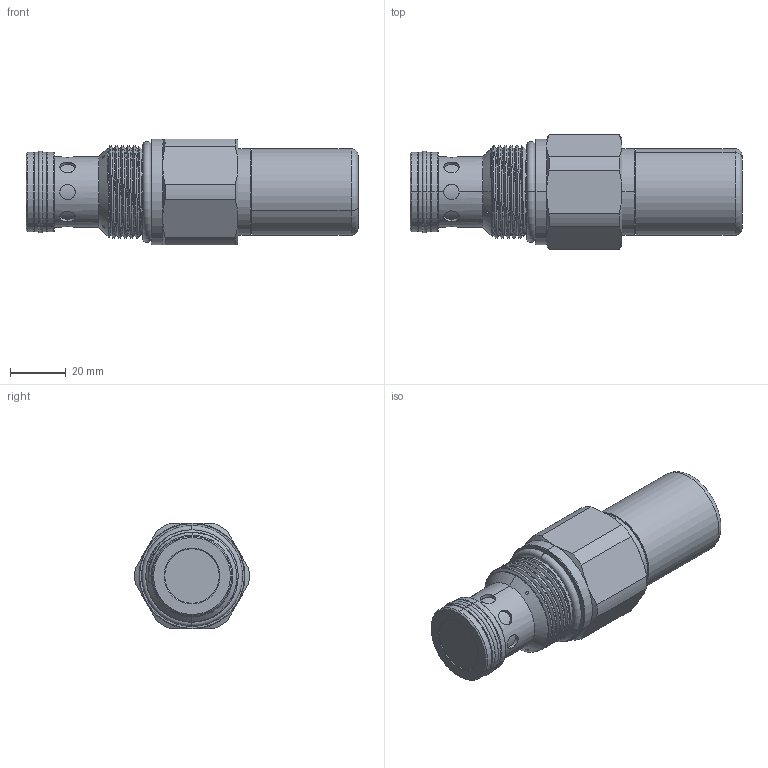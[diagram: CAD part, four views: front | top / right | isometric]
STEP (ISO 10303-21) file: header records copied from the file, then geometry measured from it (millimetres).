
FILE_DESCRIPTION (( 'STEP AP203' ), '1' );
FILE_NAME ('RP16W26-C.STEP', '2024-06-14T08:30:38', ( '' ), ( '' ), 'SwSTEP 2.0', 'SolidWorks 2018', '' );
FILE_SCHEMA (( 'CONFIG_CONTROL_DESIGN' ));
Length unit declared in the file: millimetre
Products named in the file (1): RP16W26-C
Bounding box: 119.1 x 41.06 x 38 mm (x, y, z)
Volume: 99907.7 mm3; surface area: 16360.7 mm2
Topology: 1 solids, 1 shells, 139 faces, 307 edges, 190 vertices
Faces by surface type: cylinder 70, cone 30, plane 20, torus 16, bspline 3
Entity records: 6668 total; most frequent: CARTESIAN_POINT 3667, ORIENTED_EDGE 610, DIRECTION 596, EDGE_CURVE 305, AXIS2_PLACEMENT_3D 256, VERTEX_POINT 190, EDGE_LOOP 161, ADVANCED_FACE 139
